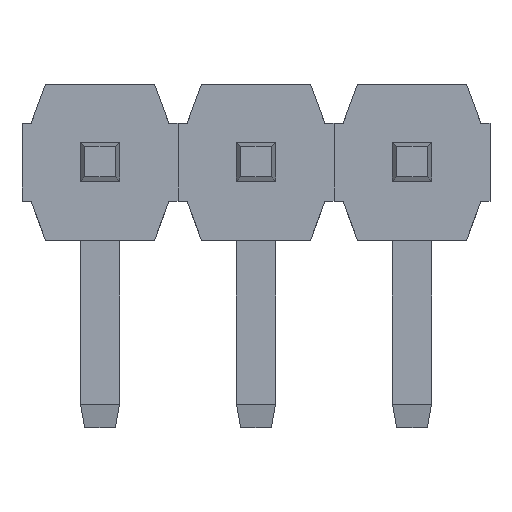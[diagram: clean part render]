
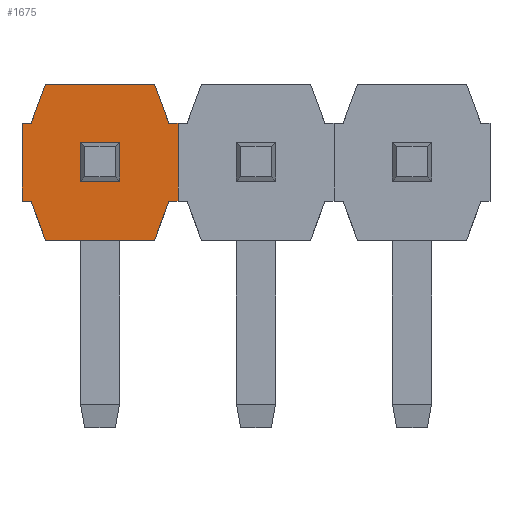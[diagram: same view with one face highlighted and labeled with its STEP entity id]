
A CAD part, top view. The second image highlights one B-rep face of the part: STEP entity #1675.
In plain terms, the highlighted planar face has unit normal (0, 0, 1).
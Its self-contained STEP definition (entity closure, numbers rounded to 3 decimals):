
#27 = VERTEX_POINT ( 'NONE', #1490 ) ;
#53 = ORIENTED_EDGE ( 'NONE', *, *, #992, .T. ) ;
#94 = EDGE_CURVE ( 'NONE', #1438, #656, #1975, .T. ) ;
#105 = ORIENTED_EDGE ( 'NONE', *, *, #1761, .F. ) ;
#165 = VECTOR ( 'NONE', #573, 1000. ) ;
#176 = CARTESIAN_POINT ( 'NONE',  ( 37.211, 2.54, 4.013 ) ) ;
#180 = CARTESIAN_POINT ( 'NONE',  ( 39.22, 1.905, 4.013 ) ) ;
#189 = CARTESIAN_POINT ( 'NONE',  ( 39.37, 1.905, 4.013 ) ) ;
#226 = LINE ( 'NONE', #2701, #2377 ) ;
#240 = LINE ( 'NONE', #447, #1807 ) ;
#305 = DIRECTION ( 'NONE',  ( 1., 0., 0. ) ) ;
#373 = DIRECTION ( 'NONE',  ( 0., -1., 0. ) ) ;
#386 = AXIS2_PLACEMENT_3D ( 'NONE', #897, #2380, #305 ) ;
#393 = EDGE_CURVE ( 'NONE', #2256, #1555, #912, .T. ) ;
#402 = EDGE_LOOP ( 'NONE', ( #1908, #590, #2304, #53, #1494, #1308, #1283, #2421, #2314, #711, #2425, #1357 ) ) ;
#430 = VERTEX_POINT ( 'NONE', #2345 ) ;
#447 = CARTESIAN_POINT ( 'NONE',  ( 36.98, 0.635, 4.013 ) ) ;
#461 = EDGE_LOOP ( 'NONE', ( #1783, #1831, #105, #666 ) ) ;
#465 = DIRECTION ( 'NONE',  ( 1., 0., 0. ) ) ;
#469 = DIRECTION ( 'NONE',  ( -0.342, -0.94, 0. ) ) ;
#557 = CARTESIAN_POINT ( 'NONE',  ( 36.98, 0.635, 4.013 ) ) ;
#573 = DIRECTION ( 'NONE',  ( 1., 0., 0. ) ) ;
#590 = ORIENTED_EDGE ( 'NONE', *, *, #1015, .T. ) ;
#592 = DIRECTION ( 'NONE',  ( -1., 0., 0. ) ) ;
#602 = LINE ( 'NONE', #1317, #655 ) ;
#610 = LINE ( 'NONE', #1447, #1850 ) ;
#638 = EDGE_CURVE ( 'NONE', #2287, #1884, #2293, .T. ) ;
#650 = VECTOR ( 'NONE', #1179, 1000. ) ;
#655 = VECTOR ( 'NONE', #2568, 1000. ) ;
#656 = VERTEX_POINT ( 'NONE', #1661 ) ;
#658 = VECTOR ( 'NONE', #1614, 1000. ) ;
#666 = ORIENTED_EDGE ( 'NONE', *, *, #638, .F. ) ;
#675 = EDGE_CURVE ( 'NONE', #2417, #430, #2093, .T. ) ;
#677 = CARTESIAN_POINT ( 'NONE',  ( 39.37, 1.905, 4.013 ) ) ;
#683 = FACE_BOUND ( 'NONE', #461, .T. ) ;
#711 = ORIENTED_EDGE ( 'NONE', *, *, #998, .T. ) ;
#723 = VERTEX_POINT ( 'NONE', #176 ) ;
#727 = EDGE_CURVE ( 'NONE', #1779, #1924, #1876, .T. ) ;
#833 = DIRECTION ( 'NONE',  ( 0.342, -0.94, 0. ) ) ;
#847 = LINE ( 'NONE', #2300, #886 ) ;
#886 = VECTOR ( 'NONE', #592, 1000. ) ;
#889 = DIRECTION ( 'NONE',  ( 0., 1., 0. ) ) ;
#897 = CARTESIAN_POINT ( 'NONE',  ( -5.08, 0., 4.013 ) ) ;
#902 = LINE ( 'NONE', #2357, #977 ) ;
#912 = LINE ( 'NONE', #677, #1106 ) ;
#952 = CARTESIAN_POINT ( 'NONE',  ( 39.22, 0.635, 4.013 ) ) ;
#972 = VERTEX_POINT ( 'NONE', #557 ) ;
#977 = VECTOR ( 'NONE', #469, 1000. ) ;
#988 = CARTESIAN_POINT ( 'NONE',  ( 39.22, 0.635, 4.013 ) ) ;
#992 = EDGE_CURVE ( 'NONE', #1555, #1438, #1231, .T. ) ;
#998 = EDGE_CURVE ( 'NONE', #430, #972, #602, .T. ) ;
#1015 = EDGE_CURVE ( 'NONE', #2204, #2256, #2353, .T. ) ;
#1017 = DIRECTION ( 'NONE',  ( 0., 1., 0. ) ) ;
#1070 = VERTEX_POINT ( 'NONE', #1087 ) ;
#1087 = CARTESIAN_POINT ( 'NONE',  ( 37.211, 0., 4.013 ) ) ;
#1106 = VECTOR ( 'NONE', #889, 1000. ) ;
#1110 = PLANE ( 'NONE',  #386 ) ;
#1114 = CARTESIAN_POINT ( 'NONE',  ( 39.37, 0.635, 4.013 ) ) ;
#1174 = CARTESIAN_POINT ( 'NONE',  ( 37.783, 0.952, 4.013 ) ) ;
#1179 = DIRECTION ( 'NONE',  ( -0.342, 0.94, 0. ) ) ;
#1216 = CARTESIAN_POINT ( 'NONE',  ( 36.83, 1.905, 4.013 ) ) ;
#1230 = VECTOR ( 'NONE', #373, 1000. ) ;
#1231 = LINE ( 'NONE', #180, #1846 ) ;
#1283 = ORIENTED_EDGE ( 'NONE', *, *, #2474, .T. ) ;
#1304 = LINE ( 'NONE', #2505, #1593 ) ;
#1308 = ORIENTED_EDGE ( 'NONE', *, *, #1559, .T. ) ;
#1317 = CARTESIAN_POINT ( 'NONE',  ( 36.83, 0.635, 4.013 ) ) ;
#1327 = DIRECTION ( 'NONE',  ( 0.342, 0.94, 0. ) ) ;
#1357 = ORIENTED_EDGE ( 'NONE', *, *, #1925, .T. ) ;
#1438 = VERTEX_POINT ( 'NONE', #1833 ) ;
#1445 = CARTESIAN_POINT ( 'NONE',  ( 38.418, 1.587, 4.013 ) ) ;
#1447 = CARTESIAN_POINT ( 'NONE',  ( 37.211, 0., 4.013 ) ) ;
#1490 = CARTESIAN_POINT ( 'NONE',  ( 36.98, 1.905, 4.013 ) ) ;
#1494 = ORIENTED_EDGE ( 'NONE', *, *, #94, .T. ) ;
#1546 = FACE_OUTER_BOUND ( 'NONE', #402, .T. ) ;
#1555 = VERTEX_POINT ( 'NONE', #189 ) ;
#1559 = EDGE_CURVE ( 'NONE', #656, #723, #1304, .T. ) ;
#1593 = VECTOR ( 'NONE', #2523, 1000. ) ;
#1611 = CARTESIAN_POINT ( 'NONE',  ( 39.37, 0.635, 4.013 ) ) ;
#1614 = DIRECTION ( 'NONE',  ( 0., -1., 0. ) ) ;
#1637 = EDGE_CURVE ( 'NONE', #2209, #2204, #2587, .T. ) ;
#1661 = CARTESIAN_POINT ( 'NONE',  ( 38.989, 2.54, 4.013 ) ) ;
#1663 = DIRECTION ( 'NONE',  ( -1., 0., 0. ) ) ;
#1675 = ADVANCED_FACE ( 'NONE', ( #683, #1546 ), #1110, .T. ) ;
#1721 = CARTESIAN_POINT ( 'NONE',  ( 36.83, 1.905, 4.013 ) ) ;
#1761 = EDGE_CURVE ( 'NONE', #1884, #1779, #2691, .T. ) ;
#1779 = VERTEX_POINT ( 'NONE', #2221 ) ;
#1783 = ORIENTED_EDGE ( 'NONE', *, *, #2352, .F. ) ;
#1807 = VECTOR ( 'NONE', #833, 1000. ) ;
#1831 = ORIENTED_EDGE ( 'NONE', *, *, #727, .F. ) ;
#1833 = CARTESIAN_POINT ( 'NONE',  ( 39.22, 1.905, 4.013 ) ) ;
#1846 = VECTOR ( 'NONE', #1663, 1000. ) ;
#1850 = VECTOR ( 'NONE', #2270, 1000. ) ;
#1869 = EDGE_CURVE ( 'NONE', #972, #1070, #240, .T. ) ;
#1876 = LINE ( 'NONE', #2709, #165 ) ;
#1884 = VERTEX_POINT ( 'NONE', #2131 ) ;
#1908 = ORIENTED_EDGE ( 'NONE', *, *, #1637, .T. ) ;
#1924 = VERTEX_POINT ( 'NONE', #1926 ) ;
#1925 = EDGE_CURVE ( 'NONE', #1070, #2209, #610, .T. ) ;
#1926 = CARTESIAN_POINT ( 'NONE',  ( 38.418, 0.952, 4.013 ) ) ;
#1975 = LINE ( 'NONE', #2226, #650 ) ;
#2093 = LINE ( 'NONE', #1216, #1230 ) ;
#2131 = CARTESIAN_POINT ( 'NONE',  ( 37.783, 1.587, 4.013 ) ) ;
#2204 = VERTEX_POINT ( 'NONE', #988 ) ;
#2209 = VERTEX_POINT ( 'NONE', #2670 ) ;
#2221 = CARTESIAN_POINT ( 'NONE',  ( 37.783, 0.952, 4.013 ) ) ;
#2226 = CARTESIAN_POINT ( 'NONE',  ( 38.989, 2.54, 4.013 ) ) ;
#2251 = CARTESIAN_POINT ( 'NONE',  ( 37.783, 1.587, 4.013 ) ) ;
#2256 = VERTEX_POINT ( 'NONE', #1611 ) ;
#2270 = DIRECTION ( 'NONE',  ( 1., 0., 0. ) ) ;
#2287 = VERTEX_POINT ( 'NONE', #1445 ) ;
#2293 = LINE ( 'NONE', #2251, #2594 ) ;
#2295 = EDGE_CURVE ( 'NONE', #27, #2417, #847, .T. ) ;
#2300 = CARTESIAN_POINT ( 'NONE',  ( 36.83, 1.905, 4.013 ) ) ;
#2304 = ORIENTED_EDGE ( 'NONE', *, *, #393, .T. ) ;
#2314 = ORIENTED_EDGE ( 'NONE', *, *, #675, .T. ) ;
#2345 = CARTESIAN_POINT ( 'NONE',  ( 36.83, 0.635, 4.013 ) ) ;
#2352 = EDGE_CURVE ( 'NONE', #1924, #2287, #226, .T. ) ;
#2353 = LINE ( 'NONE', #1114, #2596 ) ;
#2357 = CARTESIAN_POINT ( 'NONE',  ( 36.98, 1.905, 4.013 ) ) ;
#2377 = VECTOR ( 'NONE', #1017, 1000. ) ;
#2380 = DIRECTION ( 'NONE',  ( 0., 0., 1. ) ) ;
#2417 = VERTEX_POINT ( 'NONE', #1721 ) ;
#2421 = ORIENTED_EDGE ( 'NONE', *, *, #2295, .T. ) ;
#2425 = ORIENTED_EDGE ( 'NONE', *, *, #1869, .T. ) ;
#2474 = EDGE_CURVE ( 'NONE', #723, #27, #902, .T. ) ;
#2505 = CARTESIAN_POINT ( 'NONE',  ( 37.211, 2.54, 4.013 ) ) ;
#2523 = DIRECTION ( 'NONE',  ( -1., 0., 0. ) ) ;
#2558 = VECTOR ( 'NONE', #1327, 1000. ) ;
#2568 = DIRECTION ( 'NONE',  ( 1., 0., 0. ) ) ;
#2587 = LINE ( 'NONE', #952, #2558 ) ;
#2594 = VECTOR ( 'NONE', #2654, 1000. ) ;
#2596 = VECTOR ( 'NONE', #465, 1000. ) ;
#2654 = DIRECTION ( 'NONE',  ( -1., 0., 0. ) ) ;
#2670 = CARTESIAN_POINT ( 'NONE',  ( 38.989, 0., 4.013 ) ) ;
#2691 = LINE ( 'NONE', #1174, #658 ) ;
#2701 = CARTESIAN_POINT ( 'NONE',  ( 38.418, 0.952, 4.013 ) ) ;
#2709 = CARTESIAN_POINT ( 'NONE',  ( 37.783, 0.952, 4.013 ) ) ;
